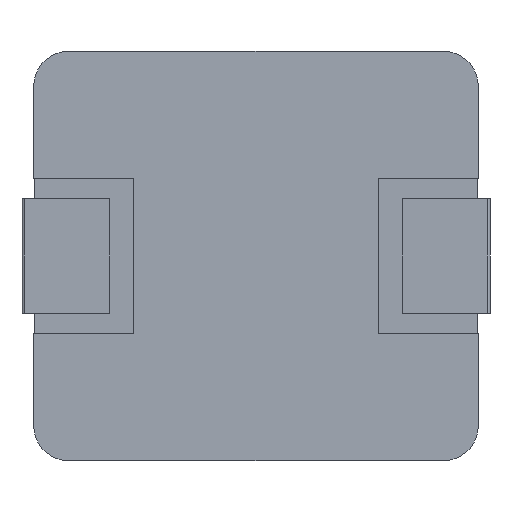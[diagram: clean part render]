
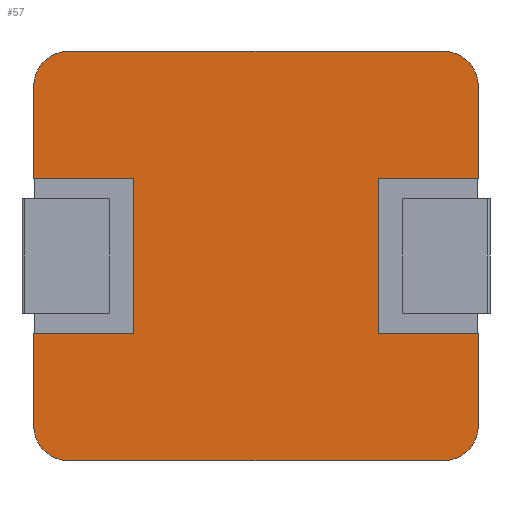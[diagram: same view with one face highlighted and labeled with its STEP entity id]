
A CAD part, front view. The second image highlights one B-rep face of the part: STEP entity #57.
In plain terms, the highlighted planar face has unit normal (0, -1, 0).
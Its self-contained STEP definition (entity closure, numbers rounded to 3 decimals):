
#15 = VECTOR ( 'NONE', #987, 1000. ) ;
#57 = ADVANCED_FACE ( 'NONE', ( #2225 ), #2330, .T. ) ;
#61 = LINE ( 'NONE', #1625, #1378 ) ;
#63 = LINE ( 'NONE', #3238, #15 ) ;
#103 = DIRECTION ( 'NONE',  ( -1., 0., 0. ) ) ;
#149 = DIRECTION ( 'NONE',  ( 0., 0., -1. ) ) ;
#205 = ORIENTED_EDGE ( 'NONE', *, *, #1689, .T. ) ;
#241 = EDGE_CURVE ( 'NONE', #2651, #1713, #327, .T. ) ;
#298 = VERTEX_POINT ( 'NONE', #3017 ) ;
#307 = CARTESIAN_POINT ( 'NONE',  ( 7.6, 0., -6.4 ) ) ;
#327 = LINE ( 'NONE', #2263, #2866 ) ;
#352 = ORIENTED_EDGE ( 'NONE', *, *, #2034, .T. ) ;
#417 = CARTESIAN_POINT ( 'NONE',  ( 7.6, 0., 0. ) ) ;
#428 = EDGE_CURVE ( 'NONE', #3097, #2166, #3128, .T. ) ;
#467 = CARTESIAN_POINT ( 'NONE',  ( 0., 0., 0. ) ) ;
#481 = DIRECTION ( 'NONE',  ( -1., 0., 0. ) ) ;
#496 = DIRECTION ( 'NONE',  ( 0., 0., -1. ) ) ;
#590 = ORIENTED_EDGE ( 'NONE', *, *, #428, .T. ) ;
#624 = LINE ( 'NONE', #3697, #709 ) ;
#666 = CARTESIAN_POINT ( 'NONE',  ( 7.6, 0., -2.175 ) ) ;
#695 = CARTESIAN_POINT ( 'NONE',  ( 5.9, 0., -2.175 ) ) ;
#706 = CIRCLE ( 'NONE', #1640, 0.6 ) ;
#709 = VECTOR ( 'NONE', #3683, 1000. ) ;
#718 = VERTEX_POINT ( 'NONE', #2000 ) ;
#751 = VECTOR ( 'NONE', #481, 1000. ) ;
#766 = VERTEX_POINT ( 'NONE', #4039 ) ;
#813 = LINE ( 'NONE', #1752, #4131 ) ;
#825 = CARTESIAN_POINT ( 'NONE',  ( 5.9, 0., -4.825 ) ) ;
#826 = ORIENTED_EDGE ( 'NONE', *, *, #2715, .F. ) ;
#845 = VECTOR ( 'NONE', #4004, 1000. ) ;
#849 = VERTEX_POINT ( 'NONE', #1418 ) ;
#871 = EDGE_CURVE ( 'NONE', #3644, #3097, #2353, .T. ) ;
#900 = EDGE_CURVE ( 'NONE', #3936, #1607, #3857, .T. ) ;
#977 = AXIS2_PLACEMENT_3D ( 'NONE', #2085, #1132, #496 ) ;
#987 = DIRECTION ( 'NONE',  ( 1., 0., 0. ) ) ;
#1005 = ORIENTED_EDGE ( 'NONE', *, *, #241, .F. ) ;
#1029 = EDGE_CURVE ( 'NONE', #3987, #1713, #1308, .T. ) ;
#1036 = DIRECTION ( 'NONE',  ( 0., 0., -1. ) ) ;
#1107 = DIRECTION ( 'NONE',  ( 0., 0., -1. ) ) ;
#1132 = DIRECTION ( 'NONE',  ( 0., -1., 0. ) ) ;
#1157 = DIRECTION ( 'NONE',  ( 0., -1., 0. ) ) ;
#1162 = LINE ( 'NONE', #2733, #1405 ) ;
#1199 = DIRECTION ( 'NONE',  ( 0., 0., -1. ) ) ;
#1201 = CARTESIAN_POINT ( 'NONE',  ( 0., 0., 0. ) ) ;
#1308 = CIRCLE ( 'NONE', #3084, 0.6 ) ;
#1378 = VECTOR ( 'NONE', #103, 1000. ) ;
#1389 = LINE ( 'NONE', #1638, #2173 ) ;
#1405 = VECTOR ( 'NONE', #3715, 1000. ) ;
#1418 = CARTESIAN_POINT ( 'NONE',  ( 1.7, 0., -4.825 ) ) ;
#1434 = EDGE_CURVE ( 'NONE', #2166, #3987, #813, .T. ) ;
#1437 = EDGE_LOOP ( 'NONE', ( #1005, #352, #2285, #205, #2359, #2743, #826, #1844, #3270, #3592, #3538, #4009, #1926, #590, #2398, #3564 ) ) ;
#1455 = CARTESIAN_POINT ( 'NONE',  ( 7., 0., -0.6 ) ) ;
#1523 = AXIS2_PLACEMENT_3D ( 'NONE', #467, #2378, #2699 ) ;
#1607 = VERTEX_POINT ( 'NONE', #695 ) ;
#1625 = CARTESIAN_POINT ( 'NONE',  ( 0., 0., -2.175 ) ) ;
#1638 = CARTESIAN_POINT ( 'NONE',  ( 0., 0., 0. ) ) ;
#1640 = AXIS2_PLACEMENT_3D ( 'NONE', #1455, #4055, #3404 ) ;
#1668 = CARTESIAN_POINT ( 'NONE',  ( 7., 0., -7. ) ) ;
#1680 = DIRECTION ( 'NONE',  ( 0., 0., -1. ) ) ;
#1689 = EDGE_CURVE ( 'NONE', #1607, #2585, #1162, .T. ) ;
#1713 = VERTEX_POINT ( 'NONE', #307 ) ;
#1752 = CARTESIAN_POINT ( 'NONE',  ( 0., 0., -7. ) ) ;
#1844 = ORIENTED_EDGE ( 'NONE', *, *, #1921, .T. ) ;
#1896 = EDGE_CURVE ( 'NONE', #849, #766, #624, .T. ) ;
#1908 = VERTEX_POINT ( 'NONE', #3355 ) ;
#1921 = EDGE_CURVE ( 'NONE', #298, #718, #4083, .T. ) ;
#1926 = ORIENTED_EDGE ( 'NONE', *, *, #871, .T. ) ;
#1980 = CARTESIAN_POINT ( 'NONE',  ( 0.6, 0., -0.6 ) ) ;
#1983 = AXIS2_PLACEMENT_3D ( 'NONE', #1980, #2272, #149 ) ;
#2000 = CARTESIAN_POINT ( 'NONE',  ( 0., 0., -0.6 ) ) ;
#2034 = EDGE_CURVE ( 'NONE', #2651, #3936, #3656, .T. ) ;
#2085 = CARTESIAN_POINT ( 'NONE',  ( 0.6, 0., -6.4 ) ) ;
#2116 = LINE ( 'NONE', #417, #3011 ) ;
#2166 = VERTEX_POINT ( 'NONE', #4050 ) ;
#2173 = VECTOR ( 'NONE', #2226, 1000. ) ;
#2211 = VECTOR ( 'NONE', #1107, 1000. ) ;
#2225 = FACE_OUTER_BOUND ( 'NONE', #1437, .T. ) ;
#2226 = DIRECTION ( 'NONE',  ( 1., 0., 0. ) ) ;
#2257 = EDGE_CURVE ( 'NONE', #3881, #3944, #706, .T. ) ;
#2263 = CARTESIAN_POINT ( 'NONE',  ( 7.6, 0., 0. ) ) ;
#2272 = DIRECTION ( 'NONE',  ( 0., -1., 0. ) ) ;
#2276 = EDGE_CURVE ( 'NONE', #718, #1908, #3816, .T. ) ;
#2285 = ORIENTED_EDGE ( 'NONE', *, *, #900, .T. ) ;
#2330 = PLANE ( 'NONE',  #1523 ) ;
#2338 = CARTESIAN_POINT ( 'NONE',  ( 0., 0., 0. ) ) ;
#2353 = LINE ( 'NONE', #2338, #2211 ) ;
#2359 = ORIENTED_EDGE ( 'NONE', *, *, #3657, .F. ) ;
#2378 = DIRECTION ( 'NONE',  ( 0., -1., 0. ) ) ;
#2383 = CARTESIAN_POINT ( 'NONE',  ( 7., 0., 0. ) ) ;
#2398 = ORIENTED_EDGE ( 'NONE', *, *, #1434, .T. ) ;
#2585 = VERTEX_POINT ( 'NONE', #666 ) ;
#2651 = VERTEX_POINT ( 'NONE', #3472 ) ;
#2699 = DIRECTION ( 'NONE',  ( 0., 0., -1. ) ) ;
#2715 = EDGE_CURVE ( 'NONE', #298, #3944, #1389, .T. ) ;
#2733 = CARTESIAN_POINT ( 'NONE',  ( 7.6, 0., -2.175 ) ) ;
#2743 = ORIENTED_EDGE ( 'NONE', *, *, #2257, .T. ) ;
#2866 = VECTOR ( 'NONE', #1036, 1000. ) ;
#2992 = CARTESIAN_POINT ( 'NONE',  ( 5.9, 0., -2.175 ) ) ;
#2993 = DIRECTION ( 'NONE',  ( 1., 0., 0. ) ) ;
#3004 = CARTESIAN_POINT ( 'NONE',  ( 0., 0., -6.4 ) ) ;
#3011 = VECTOR ( 'NONE', #1680, 1000. ) ;
#3017 = CARTESIAN_POINT ( 'NONE',  ( 0.6, 0., 0. ) ) ;
#3084 = AXIS2_PLACEMENT_3D ( 'NONE', #3771, #1157, #1199 ) ;
#3097 = VERTEX_POINT ( 'NONE', #3004 ) ;
#3128 = CIRCLE ( 'NONE', #977, 0.6 ) ;
#3198 = EDGE_CURVE ( 'NONE', #3644, #849, #63, .T. ) ;
#3238 = CARTESIAN_POINT ( 'NONE',  ( 0., 0., -4.825 ) ) ;
#3247 = CARTESIAN_POINT ( 'NONE',  ( 7.6, 0., -0.6 ) ) ;
#3270 = ORIENTED_EDGE ( 'NONE', *, *, #2276, .T. ) ;
#3355 = CARTESIAN_POINT ( 'NONE',  ( 0., 0., -2.175 ) ) ;
#3396 = CARTESIAN_POINT ( 'NONE',  ( 7.6, 0., -4.825 ) ) ;
#3404 = DIRECTION ( 'NONE',  ( 0., 0., -1. ) ) ;
#3432 = DIRECTION ( 'NONE',  ( 0., 0., -1. ) ) ;
#3472 = CARTESIAN_POINT ( 'NONE',  ( 7.6, 0., -4.825 ) ) ;
#3538 = ORIENTED_EDGE ( 'NONE', *, *, #1896, .F. ) ;
#3564 = ORIENTED_EDGE ( 'NONE', *, *, #1029, .T. ) ;
#3579 = EDGE_CURVE ( 'NONE', #766, #1908, #61, .T. ) ;
#3592 = ORIENTED_EDGE ( 'NONE', *, *, #3579, .F. ) ;
#3644 = VERTEX_POINT ( 'NONE', #3847 ) ;
#3656 = LINE ( 'NONE', #3396, #751 ) ;
#3657 = EDGE_CURVE ( 'NONE', #3881, #2585, #2116, .T. ) ;
#3683 = DIRECTION ( 'NONE',  ( 0., 0., 1. ) ) ;
#3697 = CARTESIAN_POINT ( 'NONE',  ( 1.7, 0., -2.175 ) ) ;
#3715 = DIRECTION ( 'NONE',  ( 1., 0., 0. ) ) ;
#3771 = CARTESIAN_POINT ( 'NONE',  ( 7., 0., -6.4 ) ) ;
#3816 = LINE ( 'NONE', #1201, #3865 ) ;
#3847 = CARTESIAN_POINT ( 'NONE',  ( 0., 0., -4.825 ) ) ;
#3857 = LINE ( 'NONE', #2992, #845 ) ;
#3865 = VECTOR ( 'NONE', #3432, 1000. ) ;
#3881 = VERTEX_POINT ( 'NONE', #3247 ) ;
#3936 = VERTEX_POINT ( 'NONE', #825 ) ;
#3944 = VERTEX_POINT ( 'NONE', #2383 ) ;
#3987 = VERTEX_POINT ( 'NONE', #1668 ) ;
#4004 = DIRECTION ( 'NONE',  ( 0., 0., 1. ) ) ;
#4009 = ORIENTED_EDGE ( 'NONE', *, *, #3198, .F. ) ;
#4039 = CARTESIAN_POINT ( 'NONE',  ( 1.7, 0., -2.175 ) ) ;
#4050 = CARTESIAN_POINT ( 'NONE',  ( 0.6, 0., -7. ) ) ;
#4055 = DIRECTION ( 'NONE',  ( 0., -1., 0. ) ) ;
#4083 = CIRCLE ( 'NONE', #1983, 0.6 ) ;
#4131 = VECTOR ( 'NONE', #2993, 1000. ) ;
